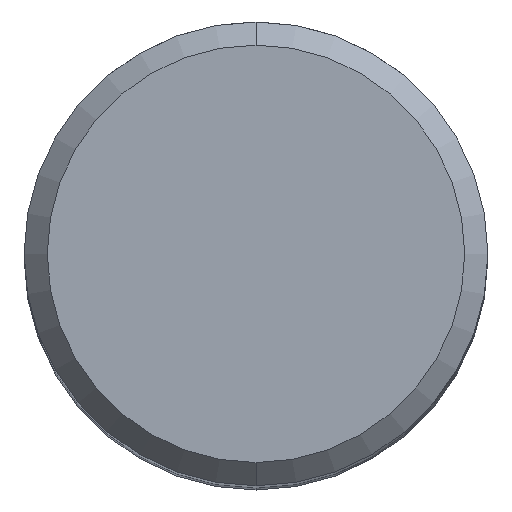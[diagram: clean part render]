
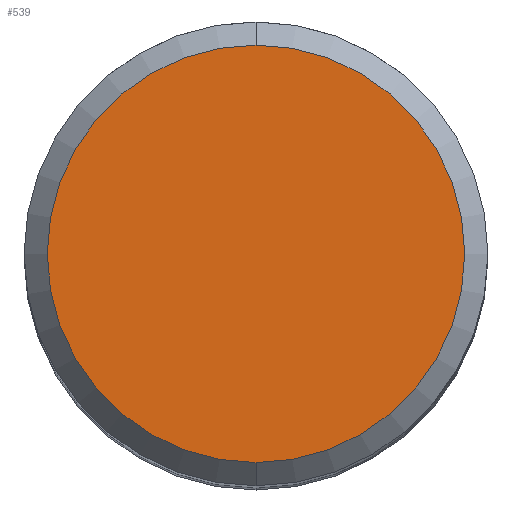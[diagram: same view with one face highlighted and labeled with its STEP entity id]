
A CAD part, top view. The second image highlights one B-rep face of the part: STEP entity #539.
In plain terms, the highlighted face is planar.
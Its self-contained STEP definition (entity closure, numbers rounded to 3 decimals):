
#198=CARTESIAN_POINT('',(0.,0.,0.));
#199=DIRECTION('',(0.,0.,1.));
#200=DIRECTION('',(0.,1.,0.));
#201=AXIS2_PLACEMENT_3D('',#198,#199,#200);
#206=CARTESIAN_POINT('',(0.,0.,0.));
#207=DIRECTION('',(0.,0.,-1.));
#208=DIRECTION('',(0.,1.,0.));
#209=AXIS2_PLACEMENT_3D('',#206,#207,#208);
#495=CARTESIAN_POINT('',(0.,9.,0.));
#497=VERTEX_POINT('',#495);
#499=CARTESIAN_POINT('',(0.,-9.,0.));
#501=VERTEX_POINT('',#499);
#528=CARTESIAN_POINT('',(0.,0.,0.));
#529=DIRECTION('',(0.,0.,-1.));
#530=DIRECTION('',(0.,-1.,0.));
#531=AXIS2_PLACEMENT_3D('',#528,#529,#530);
#532=PLANE('',#531);
#534=ORIENTED_EDGE('',*,*,#533,.T.);
#536=ORIENTED_EDGE('',*,*,#535,.F.);
#537=EDGE_LOOP('',(#534,#536));
#538=FACE_OUTER_BOUND('',#537,.F.);
#202=CIRCLE('',#201,9.);
#210=CIRCLE('',#209,9.);
#533=EDGE_CURVE('',#497,#501,#202,.T.);
#535=EDGE_CURVE('',#497,#501,#210,.T.);
#539=ADVANCED_FACE('',(#538),#532,.T.);
